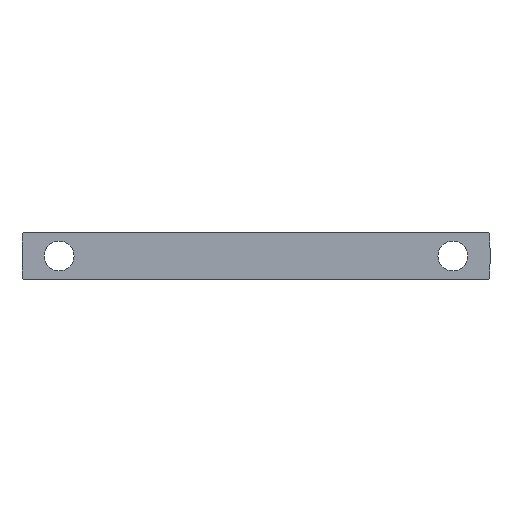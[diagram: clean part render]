
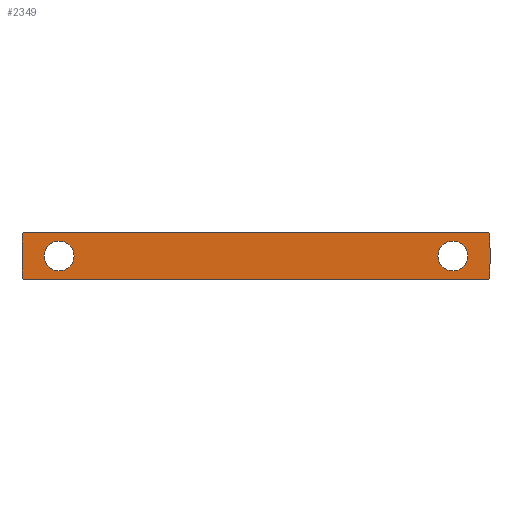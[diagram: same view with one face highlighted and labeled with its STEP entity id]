
A CAD part, front view. The second image highlights one B-rep face of the part: STEP entity #2349.
In plain terms, the highlighted planar face has unit normal (0, -1, 0).
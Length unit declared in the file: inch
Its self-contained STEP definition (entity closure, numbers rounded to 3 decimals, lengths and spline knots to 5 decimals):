
#13 = CIRCLE ( 'NONE', #2143, 0.1406 ) ;
#30 = CARTESIAN_POINT ( 'NONE',  ( 1.85, 0., 0. ) ) ;
#100 = DIRECTION ( 'NONE',  ( 0., 1., 0. ) ) ;
#142 = LINE ( 'NONE', #1599, #533 ) ;
#216 = ORIENTED_EDGE ( 'NONE', *, *, #509, .F. ) ;
#282 = LINE ( 'NONE', #1082, #473 ) ;
#473 = VECTOR ( 'NONE', #653, 39.37008 ) ;
#509 = EDGE_CURVE ( 'NONE', #1512, #2376, #2358, .T. ) ;
#533 = VECTOR ( 'NONE', #1799, 39.37008 ) ;
#539 = DIRECTION ( 'NONE',  ( 0., 0., 1. ) ) ;
#579 = DIRECTION ( 'NONE',  ( 0., 1., 0. ) ) ;
#595 = ORIENTED_EDGE ( 'NONE', *, *, #623, .T. ) ;
#609 = DIRECTION ( 'NONE',  ( 0., 1., 0. ) ) ;
#623 = EDGE_CURVE ( 'NONE', #1992, #707, #1788, .T. ) ;
#653 = DIRECTION ( 'NONE',  ( 1., 0., 0. ) ) ;
#696 = DIRECTION ( 'NONE',  ( 0., 0., 1. ) ) ;
#707 = VERTEX_POINT ( 'NONE', #1819 ) ;
#746 = CIRCLE ( 'NONE', #2047, 2.2 ) ;
#787 = FACE_BOUND ( 'NONE', #2058, .T. ) ;
#798 = VERTEX_POINT ( 'NONE', #2684 ) ;
#803 = ORIENTED_EDGE ( 'NONE', *, *, #1244, .T. ) ;
#848 = CARTESIAN_POINT ( 'NONE',  ( 2.18909, 0., -0.21886 ) ) ;
#906 = EDGE_LOOP ( 'NONE', ( #1679, #1930, #216, #1035 ) ) ;
#1004 = AXIS2_PLACEMENT_3D ( 'NONE', #2579, #100, #539 ) ;
#1028 = CARTESIAN_POINT ( 'NONE',  ( 0., 0., 0. ) ) ;
#1035 = ORIENTED_EDGE ( 'NONE', *, *, #1870, .T. ) ;
#1039 = FACE_OUTER_BOUND ( 'NONE', #906, .T. ) ;
#1081 = CARTESIAN_POINT ( 'NONE',  ( 1.85, 0., 0. ) ) ;
#1082 = CARTESIAN_POINT ( 'NONE',  ( 0., 0., 0.21886 ) ) ;
#1108 = VERTEX_POINT ( 'NONE', #1438 ) ;
#1177 = AXIS2_PLACEMENT_3D ( 'NONE', #2605, #2593, #696 ) ;
#1186 = DIRECTION ( 'NONE',  ( 0., 0., 1. ) ) ;
#1217 = PLANE ( 'NONE',  #1774 ) ;
#1222 = EDGE_CURVE ( 'NONE', #707, #1992, #2536, .T. ) ;
#1231 = VERTEX_POINT ( 'NONE', #1503 ) ;
#1244 = EDGE_CURVE ( 'NONE', #1108, #798, #13, .T. ) ;
#1340 = AXIS2_PLACEMENT_3D ( 'NONE', #30, #2151, #1941 ) ;
#1379 = CARTESIAN_POINT ( 'NONE',  ( 0., 0., 0. ) ) ;
#1385 = CIRCLE ( 'NONE', #1340, 0.1406 ) ;
#1427 = DIRECTION ( 'NONE',  ( 0., 0., 1. ) ) ;
#1438 = CARTESIAN_POINT ( 'NONE',  ( 1.85, 0., 0.1406 ) ) ;
#1448 = CARTESIAN_POINT ( 'NONE',  ( -1.85, 0., 0.1406 ) ) ;
#1464 = DIRECTION ( 'NONE',  ( 0., 1., 0. ) ) ;
#1496 = ORIENTED_EDGE ( 'NONE', *, *, #1222, .T. ) ;
#1503 = CARTESIAN_POINT ( 'NONE',  ( 2.18909, 0., 0.21886 ) ) ;
#1512 = VERTEX_POINT ( 'NONE', #2223 ) ;
#1539 = ORIENTED_EDGE ( 'NONE', *, *, #2448, .T. ) ;
#1599 = CARTESIAN_POINT ( 'NONE',  ( 0., 0., -0.21886 ) ) ;
#1679 = ORIENTED_EDGE ( 'NONE', *, *, #1932, .F. ) ;
#1705 = AXIS2_PLACEMENT_3D ( 'NONE', #2041, #609, #1427 ) ;
#1774 = AXIS2_PLACEMENT_3D ( 'NONE', #1028, #1464, #1833 ) ;
#1788 = CIRCLE ( 'NONE', #1177, 0.1406 ) ;
#1799 = DIRECTION ( 'NONE',  ( 1., 0., 0. ) ) ;
#1819 = CARTESIAN_POINT ( 'NONE',  ( -1.85, 0., -0.1406 ) ) ;
#1833 = DIRECTION ( 'NONE',  ( 0., 0., 1. ) ) ;
#1870 = EDGE_CURVE ( 'NONE', #1512, #2033, #142, .T. ) ;
#1872 = CARTESIAN_POINT ( 'NONE',  ( -2.18909, 0., 0.21886 ) ) ;
#1928 = DIRECTION ( 'NONE',  ( 0., 1., 0. ) ) ;
#1930 = ORIENTED_EDGE ( 'NONE', *, *, #2513, .F. ) ;
#1932 = EDGE_CURVE ( 'NONE', #1231, #2033, #746, .T. ) ;
#1941 = DIRECTION ( 'NONE',  ( 0., 0., 1. ) ) ;
#1975 = EDGE_LOOP ( 'NONE', ( #595, #1496 ) ) ;
#1992 = VERTEX_POINT ( 'NONE', #1448 ) ;
#2033 = VERTEX_POINT ( 'NONE', #848 ) ;
#2041 = CARTESIAN_POINT ( 'NONE',  ( -1.85, 0., 0. ) ) ;
#2047 = AXIS2_PLACEMENT_3D ( 'NONE', #1379, #579, #1186 ) ;
#2058 = EDGE_LOOP ( 'NONE', ( #803, #1539 ) ) ;
#2143 = AXIS2_PLACEMENT_3D ( 'NONE', #1081, #1928, #2516 ) ;
#2151 = DIRECTION ( 'NONE',  ( 0., 1., 0. ) ) ;
#2223 = CARTESIAN_POINT ( 'NONE',  ( -2.18909, 0., -0.21886 ) ) ;
#2349 = ADVANCED_FACE ( 'NONE', ( #2491, #787, #1039 ), #1217, .F. ) ;
#2358 = CIRCLE ( 'NONE', #1004, 2.2 ) ;
#2376 = VERTEX_POINT ( 'NONE', #1872 ) ;
#2448 = EDGE_CURVE ( 'NONE', #798, #1108, #1385, .T. ) ;
#2491 = FACE_BOUND ( 'NONE', #1975, .T. ) ;
#2513 = EDGE_CURVE ( 'NONE', #2376, #1231, #282, .T. ) ;
#2516 = DIRECTION ( 'NONE',  ( 0., 0., 1. ) ) ;
#2536 = CIRCLE ( 'NONE', #1705, 0.1406 ) ;
#2579 = CARTESIAN_POINT ( 'NONE',  ( 0., 0., 0. ) ) ;
#2593 = DIRECTION ( 'NONE',  ( 0., 1., 0. ) ) ;
#2605 = CARTESIAN_POINT ( 'NONE',  ( -1.85, 0., 0. ) ) ;
#2684 = CARTESIAN_POINT ( 'NONE',  ( 1.85, 0., -0.1406 ) ) ;
